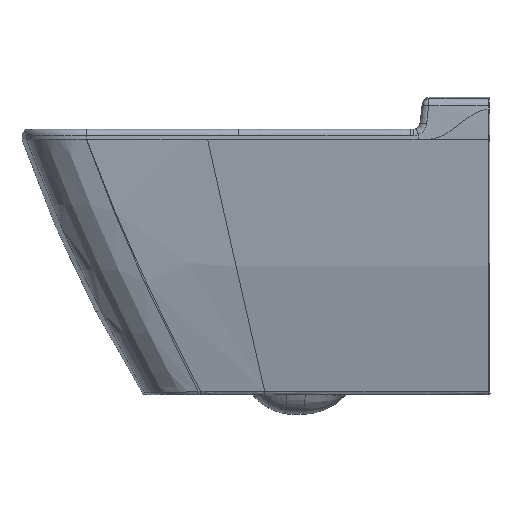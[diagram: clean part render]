
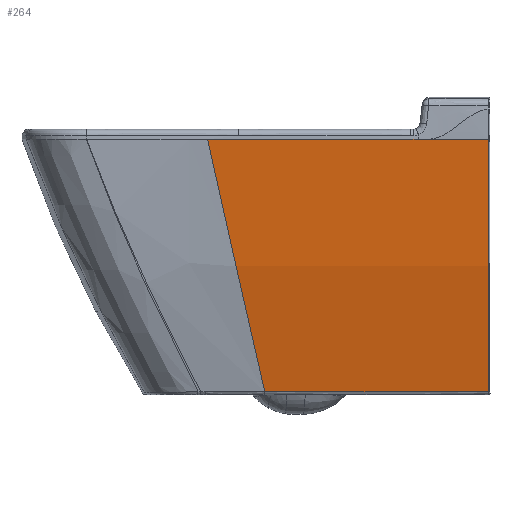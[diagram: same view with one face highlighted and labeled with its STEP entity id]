
A CAD part, left-side view. The second image highlights one B-rep face of the part: STEP entity #264.
In plain terms, the highlighted free-form (B-spline) face has degree [3, 3] with [7, 6] control points.
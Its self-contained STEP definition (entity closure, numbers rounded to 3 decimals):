
#264=ADVANCED_FACE('',(#668),#506,.F.);
#506=B_SPLINE_SURFACE_WITH_KNOTS('',3,3,((#29030,#29031,#29032,#29033,#29034,
#29035),(#29036,#29037,#29038,#29039,#29040,#29041),(#29042,#29043,#29044,
#29045,#29046,#29047),(#29048,#29049,#29050,#29051,#29052,#29053),(#29054,
#29055,#29056,#29057,#29058,#29059),(#29060,#29061,#29062,#29063,#29064,
#29065),(#29066,#29067,#29068,#29069,#29070,#29071)),.UNSPECIFIED.,.F.,
 .F.,.F.,(4,2,1,4),(4,2,4),(0.,0.048,0.524,1.),
(0.,0.05,1.),.UNSPECIFIED.);
#668=FACE_OUTER_BOUND('',#922,.T.);
#922=EDGE_LOOP('',(#1455,#1456,#1457,#1458,#1459,#1460,#1461));
#1142=(
BOUNDED_CURVE()
B_SPLINE_CURVE(3,(#29002,#29003,#29004,#29005),.UNSPECIFIED.,.F.,.F.)
B_SPLINE_CURVE_WITH_KNOTS((4,4),(0.,1.),.UNSPECIFIED.)
CURVE()
GEOMETRIC_REPRESENTATION_ITEM()
RATIONAL_B_SPLINE_CURVE((1.,1.,1.,1.))
REPRESENTATION_ITEM('')
);
#1455=ORIENTED_EDGE('',*,*,#3125,.F.);
#1456=ORIENTED_EDGE('',*,*,#3092,.F.);
#1457=ORIENTED_EDGE('',*,*,#3126,.F.);
#1458=ORIENTED_EDGE('',*,*,#3127,.F.);
#1459=ORIENTED_EDGE('',*,*,#3128,.F.);
#1460=ORIENTED_EDGE('',*,*,#3129,.F.);
#1461=ORIENTED_EDGE('',*,*,#3071,.F.);
#2625=VERTEX_POINT('',#26240);
#2629=VERTEX_POINT('',#26297);
#2642=VERTEX_POINT('',#27405);
#2643=VERTEX_POINT('',#27412);
#2658=VERTEX_POINT('',#29013);
#2659=VERTEX_POINT('',#29018);
#2660=VERTEX_POINT('',#29023);
#3071=EDGE_CURVE('',#2629,#2625,#3740,.T.);
#3092=EDGE_CURVE('',#2643,#2642,#3755,.T.);
#3125=EDGE_CURVE('',#2642,#2629,#1142,.T.);
#3126=EDGE_CURVE('',#2658,#2643,#3783,.T.);
#3127=EDGE_CURVE('',#2659,#2658,#3784,.T.);
#3128=EDGE_CURVE('',#2660,#2659,#3785,.T.);
#3129=EDGE_CURVE('',#2625,#2660,#3786,.T.);
#3740=B_SPLINE_CURVE_WITH_KNOTS('',3,(#26298,#26299,#26300,#26301,#26302),
 .UNSPECIFIED.,.F.,.F.,(4,1,4),(0.,0.513,1.),.UNSPECIFIED.);
#3755=B_SPLINE_CURVE_WITH_KNOTS('',3,(#27413,#27414,#27415,#27416,#27417,
#27418,#27419,#27420),.UNSPECIFIED.,.F.,.F.,(4,2,2,4),(0.,0.25,0.5,1.),
 .UNSPECIFIED.);
#3783=B_SPLINE_CURVE_WITH_KNOTS('',3,(#29006,#29007,#29008,#29009,#29010,
#29011,#29012),.UNSPECIFIED.,.F.,.F.,(4,1,1,1,4),(0.,0.256,
0.513,0.77,1.),.UNSPECIFIED.);
#3784=B_SPLINE_CURVE_WITH_KNOTS('',3,(#29014,#29015,#29016,#29017),
 .UNSPECIFIED.,.F.,.F.,(4,4),(0.,1.),.UNSPECIFIED.);
#3785=B_SPLINE_CURVE_WITH_KNOTS('',3,(#29019,#29020,#29021,#29022),
 .UNSPECIFIED.,.F.,.F.,(4,4),(0.,1.),.UNSPECIFIED.);
#3786=B_SPLINE_CURVE_WITH_KNOTS('',3,(#29024,#29025,#29026,#29027,#29028,
#29029),.UNSPECIFIED.,.F.,.F.,(4,1,1,4),(0.,0.212,0.606,
1.),.UNSPECIFIED.);
#26240=CARTESIAN_POINT('',(-187.081,337.95,-12.));
#26297=CARTESIAN_POINT('',(-138.713,269.558,-313.951));
#26298=CARTESIAN_POINT('',(-138.713,269.558,-313.951));
#26299=CARTESIAN_POINT('',(-151.8,281.335,-263.23));
#26300=CARTESIAN_POINT('',(-172.554,304.085,-163.147));
#26301=CARTESIAN_POINT('',(-183.848,326.814,-61.569));
#26302=CARTESIAN_POINT('',(-187.082,337.95,-12.));
#27405=CARTESIAN_POINT('',(-137.717,1.984,-313.951));
#27412=CARTESIAN_POINT('',(-186.25,1.983,-12.));
#27413=CARTESIAN_POINT('',(-186.25,1.983,-12.));
#27414=CARTESIAN_POINT('',(-184.565,1.983,-37.476));
#27415=CARTESIAN_POINT('',(-182.288,1.983,-62.89));
#27416=CARTESIAN_POINT('',(-176.549,1.983,-113.599));
#27417=CARTESIAN_POINT('',(-173.086,1.983,-138.904));
#27418=CARTESIAN_POINT('',(-160.936,1.983,-214.497));
#27419=CARTESIAN_POINT('',(-150.484,1.984,-264.511));
#27420=CARTESIAN_POINT('',(-137.717,1.984,-313.951));
#29002=CARTESIAN_POINT('',(-137.717,1.984,-313.951));
#29003=CARTESIAN_POINT('',(-138.46,91.173,-313.952));
#29004=CARTESIAN_POINT('',(-138.797,180.366,-313.951));
#29005=CARTESIAN_POINT('',(-138.713,269.558,-313.951));
#29006=CARTESIAN_POINT('',(-186.78,73.885,-12.));
#29007=CARTESIAN_POINT('',(-186.743,67.742,-12.));
#29008=CARTESIAN_POINT('',(-186.665,55.437,-12.));
#29009=CARTESIAN_POINT('',(-186.536,36.971,-12.));
#29010=CARTESIAN_POINT('',(-186.398,19.146,-12.));
#29011=CARTESIAN_POINT('',(-186.298,7.483,-12.));
#29012=CARTESIAN_POINT('',(-186.25,1.983,-12.));
#29013=CARTESIAN_POINT('',(-186.78,73.885,-12.));
#29014=CARTESIAN_POINT('',(-186.78,73.942,-11.999));
#29015=CARTESIAN_POINT('',(-186.78,73.923,-11.999));
#29016=CARTESIAN_POINT('',(-186.78,73.904,-11.999));
#29017=CARTESIAN_POINT('',(-186.78,73.885,-11.999));
#29018=CARTESIAN_POINT('',(-186.781,73.942,-11.999));
#29019=CARTESIAN_POINT('',(-186.851,86.139,-12.));
#29020=CARTESIAN_POINT('',(-186.829,82.074,-12.));
#29021=CARTESIAN_POINT('',(-186.804,78.008,-12.019));
#29022=CARTESIAN_POINT('',(-186.78,73.942,-11.999));
#29023=CARTESIAN_POINT('',(-186.852,86.139,-12.));
#29024=CARTESIAN_POINT('',(-187.081,337.95,-12.));
#29025=CARTESIAN_POINT('',(-187.145,320.154,-12.));
#29026=CARTESIAN_POINT('',(-187.288,269.288,-12.));
#29027=CARTESIAN_POINT('',(-187.283,185.35,-12.));
#29028=CARTESIAN_POINT('',(-187.036,119.209,-12.));
#29029=CARTESIAN_POINT('',(-186.852,86.139,-12.));
#29030=CARTESIAN_POINT('',(-187.784,-16.173,16.081));
#29031=CARTESIAN_POINT('',(-187.837,-10.173,16.081));
#29032=CARTESIAN_POINT('',(-187.89,-4.173,16.081));
#29033=CARTESIAN_POINT('',(-188.935,114.763,16.081));
#29034=CARTESIAN_POINT('',(-189.196,227.706,16.081));
#29035=CARTESIAN_POINT('',(-188.765,340.646,16.081));
#29036=CARTESIAN_POINT('',(-187.47,-16.173,10.721));
#29037=CARTESIAN_POINT('',(-187.522,-10.173,10.721));
#29038=CARTESIAN_POINT('',(-187.575,-4.173,10.721));
#29039=CARTESIAN_POINT('',(-188.619,114.763,10.721));
#29040=CARTESIAN_POINT('',(-188.881,227.706,10.721));
#29041=CARTESIAN_POINT('',(-188.45,340.646,10.72));
#29042=CARTESIAN_POINT('',(-187.155,-16.173,5.36));
#29043=CARTESIAN_POINT('',(-187.207,-10.173,5.36));
#29044=CARTESIAN_POINT('',(-187.26,-4.173,5.36));
#29045=CARTESIAN_POINT('',(-188.303,114.763,5.36));
#29046=CARTESIAN_POINT('',(-188.565,227.706,5.36));
#29047=CARTESIAN_POINT('',(-188.135,340.647,5.36));
#29048=CARTESIAN_POINT('',(-183.691,-16.174,-53.602));
#29049=CARTESIAN_POINT('',(-183.744,-10.173,-53.602));
#29050=CARTESIAN_POINT('',(-183.796,-4.173,-53.602));
#29051=CARTESIAN_POINT('',(-184.831,114.764,-53.602));
#29052=CARTESIAN_POINT('',(-185.096,227.707,-53.602));
#29053=CARTESIAN_POINT('',(-184.674,340.648,-53.602));
#29054=CARTESIAN_POINT('',(-172.127,-16.174,-160.497));
#29055=CARTESIAN_POINT('',(-172.178,-10.174,-160.497));
#29056=CARTESIAN_POINT('',(-172.23,-4.173,-160.497));
#29057=CARTESIAN_POINT('',(-173.25,114.765,-160.497));
#29058=CARTESIAN_POINT('',(-173.522,227.709,-160.497));
#29059=CARTESIAN_POINT('',(-173.114,340.65,-160.497));
#29060=CARTESIAN_POINT('',(-150.139,-16.174,-265.744));
#29061=CARTESIAN_POINT('',(-150.19,-10.174,-265.744));
#29062=CARTESIAN_POINT('',(-150.24,-4.173,-265.744));
#29063=CARTESIAN_POINT('',(-151.245,114.766,-265.744));
#29064=CARTESIAN_POINT('',(-151.523,227.71,-265.744));
#29065=CARTESIAN_POINT('',(-151.13,340.653,-265.743));
#29066=CARTESIAN_POINT('',(-136.592,-16.174,-317.701));
#29067=CARTESIAN_POINT('',(-136.642,-10.174,-317.701));
#29068=CARTESIAN_POINT('',(-136.692,-4.174,-317.701));
#29069=CARTESIAN_POINT('',(-137.689,114.766,-317.701));
#29070=CARTESIAN_POINT('',(-137.971,227.711,-317.701));
#29071=CARTESIAN_POINT('',(-137.584,340.654,-317.701));
